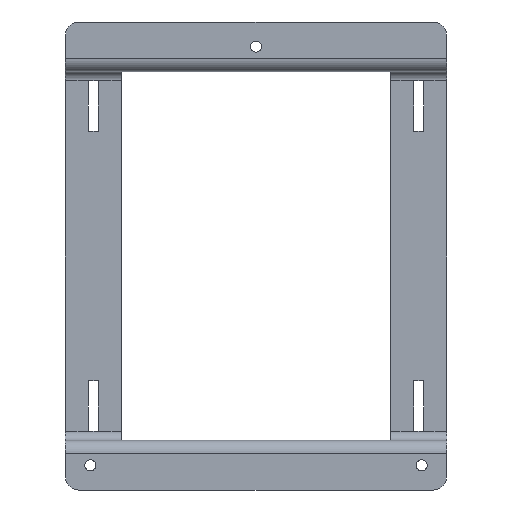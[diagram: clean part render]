
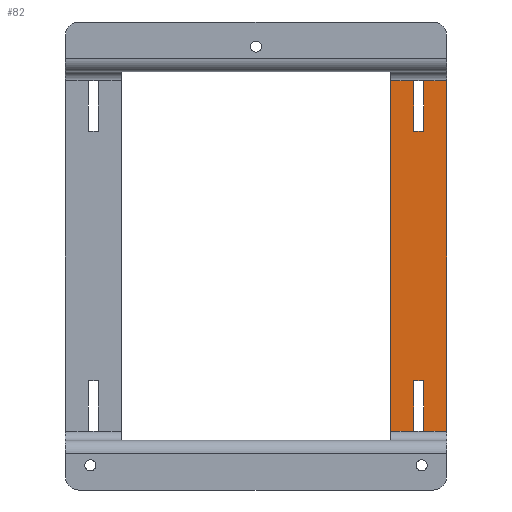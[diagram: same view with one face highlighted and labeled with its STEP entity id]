
A CAD part, front view. The second image highlights one B-rep face of the part: STEP entity #82.
In plain terms, the highlighted planar face has unit normal (0, -1, 0).
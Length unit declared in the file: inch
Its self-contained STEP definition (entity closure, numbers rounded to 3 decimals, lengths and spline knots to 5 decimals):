
#43 = VERTEX_POINT ( 'NONE', #1264 ) ;
#53 = VERTEX_POINT ( 'NONE', #1278 ) ;
#61 = VERTEX_POINT ( 'NONE', #1187 ) ;
#68 = EDGE_LOOP ( 'NONE', ( #80, #86, #88, #81, #79, #73, #94, #106, #102, #99, #90, #100 ) ) ;
#72 = EDGE_CURVE ( 'NONE', #75, #77, #1138, .T. ) ;
#73 = ORIENTED_EDGE ( 'NONE', *, *, #74, .F. ) ;
#74 = EDGE_CURVE ( 'NONE', #43, #53, #1273, .T. ) ;
#75 = VERTEX_POINT ( 'NONE', #1274 ) ;
#76 = VERTEX_POINT ( 'NONE', #1203 ) ;
#77 = VERTEX_POINT ( 'NONE', #1200 ) ;
#78 = EDGE_CURVE ( 'NONE', #61, #53, #1140, .T. ) ;
#79 = ORIENTED_EDGE ( 'NONE', *, *, #78, .T. ) ;
#80 = ORIENTED_EDGE ( 'NONE', *, *, #72, .T. ) ;
#81 = ORIENTED_EDGE ( 'NONE', *, *, #97, .F. ) ;
#82 = ADVANCED_FACE ( 'NONE', ( #1207 ), #1185, .T. ) ;
#84 = VERTEX_POINT ( 'NONE', #1186 ) ;
#85 = EDGE_CURVE ( 'NONE', #77, #76, #1131, .T. ) ;
#86 = ORIENTED_EDGE ( 'NONE', *, *, #85, .T. ) ;
#87 = EDGE_CURVE ( 'NONE', #84, #76, #1127, .T. ) ;
#88 = ORIENTED_EDGE ( 'NONE', *, *, #87, .F. ) ;
#89 = VERTEX_POINT ( 'NONE', #1134 ) ;
#90 = ORIENTED_EDGE ( 'NONE', *, *, #96, .F. ) ;
#94 = ORIENTED_EDGE ( 'NONE', *, *, #105, .F. ) ;
#95 = VERTEX_POINT ( 'NONE', #1275 ) ;
#96 = EDGE_CURVE ( 'NONE', #95, #107, #1184, .T. ) ;
#97 = EDGE_CURVE ( 'NONE', #61, #84, #1132, .T. ) ;
#98 = VERTEX_POINT ( 'NONE', #1123 ) ;
#99 = ORIENTED_EDGE ( 'NONE', *, *, #111, .T. ) ;
#100 = ORIENTED_EDGE ( 'NONE', *, *, #110, .T. ) ;
#101 = EDGE_CURVE ( 'NONE', #103, #89, #1180, .T. ) ;
#102 = ORIENTED_EDGE ( 'NONE', *, *, #101, .F. ) ;
#103 = VERTEX_POINT ( 'NONE', #1190 ) ;
#105 = EDGE_CURVE ( 'NONE', #98, #43, #1172, .T. ) ;
#106 = ORIENTED_EDGE ( 'NONE', *, *, #109, .F. ) ;
#107 = VERTEX_POINT ( 'NONE', #1165 ) ;
#109 = EDGE_CURVE ( 'NONE', #89, #98, #1166, .T. ) ;
#110 = EDGE_CURVE ( 'NONE', #95, #75, #1159, .T. ) ;
#111 = EDGE_CURVE ( 'NONE', #103, #107, #1168, .T. ) ;
#1112 = DIRECTION ( 'NONE',  ( 0., 0., -1. ) ) ;
#1113 = VECTOR ( 'NONE', #1112, 39.37008 ) ;
#1114 = CARTESIAN_POINT ( 'NONE',  ( 3.185, 1.5, 0. ) ) ;
#1115 = AXIS2_PLACEMENT_3D ( 'NONE', #1206, #1293, #1133 ) ;
#1123 = CARTESIAN_POINT ( 'NONE',  ( 2.996, 1.5, 3.3329 ) ) ;
#1124 = DIRECTION ( 'NONE',  ( 0., 0., -1. ) ) ;
#1125 = VECTOR ( 'NONE', #1124, 39.37008 ) ;
#1126 = CARTESIAN_POINT ( 'NONE',  ( 3.622, 1.5, -7.03459 ) ) ;
#1127 = LINE ( 'NONE', #1126, #1125 ) ;
#1128 = DIRECTION ( 'NONE',  ( 1., 0., 0. ) ) ;
#1129 = VECTOR ( 'NONE', #1128, 39.37008 ) ;
#1130 = CARTESIAN_POINT ( 'NONE',  ( -11.27994, 1.5, -3.3329 ) ) ;
#1131 = LINE ( 'NONE', #1130, #1129 ) ;
#1132 = LINE ( 'NONE', #1178, #1177 ) ;
#1133 = DIRECTION ( 'NONE',  ( 0., 0., -1. ) ) ;
#1134 = CARTESIAN_POINT ( 'NONE',  ( 2.559, 1.5, 3.3329 ) ) ;
#1138 = LINE ( 'NONE', #1114, #1113 ) ;
#1140 = LINE ( 'NONE', #1292, #1208 ) ;
#1153 = DIRECTION ( 'NONE',  ( 1., 0., 0. ) ) ;
#1154 = VECTOR ( 'NONE', #1153, 39.37008 ) ;
#1155 = CARTESIAN_POINT ( 'NONE',  ( -11.27994, 1.5, -3.3329 ) ) ;
#1156 = DIRECTION ( 'NONE',  ( 1., 0., 0. ) ) ;
#1157 = VECTOR ( 'NONE', #1156, 39.37008 ) ;
#1158 = CARTESIAN_POINT ( 'NONE',  ( -7.66256, 1.5, -2.3709 ) ) ;
#1159 = LINE ( 'NONE', #1158, #1157 ) ;
#1160 = DIRECTION ( 'NONE',  ( 1., 0., 0. ) ) ;
#1161 = VECTOR ( 'NONE', #1160, 39.37008 ) ;
#1162 = CARTESIAN_POINT ( 'NONE',  ( -11.27994, 1.5, 3.3329 ) ) ;
#1163 = DIRECTION ( 'NONE',  ( 0., 0., -1. ) ) ;
#1164 = VECTOR ( 'NONE', #1163, 39.37008 ) ;
#1165 = CARTESIAN_POINT ( 'NONE',  ( 2.996, 1.5, -3.3329 ) ) ;
#1166 = LINE ( 'NONE', #1162, #1161 ) ;
#1168 = LINE ( 'NONE', #1155, #1154 ) ;
#1170 = DIRECTION ( 'NONE',  ( 0., 0., 1. ) ) ;
#1171 = VECTOR ( 'NONE', #1170, 39.37008 ) ;
#1172 = LINE ( 'NONE', #1175, #1164 ) ;
#1175 = CARTESIAN_POINT ( 'NONE',  ( 2.996, 1.5, 0. ) ) ;
#1176 = DIRECTION ( 'NONE',  ( 1., 0., 0. ) ) ;
#1177 = VECTOR ( 'NONE', #1176, 39.37008 ) ;
#1178 = CARTESIAN_POINT ( 'NONE',  ( -11.27994, 1.5, 3.3329 ) ) ;
#1179 = CARTESIAN_POINT ( 'NONE',  ( 2.559, 1.5, -7.03459 ) ) ;
#1180 = LINE ( 'NONE', #1179, #1171 ) ;
#1181 = DIRECTION ( 'NONE',  ( 0., 0., -1. ) ) ;
#1182 = VECTOR ( 'NONE', #1181, 39.37008 ) ;
#1183 = CARTESIAN_POINT ( 'NONE',  ( 2.996, 1.5, 0. ) ) ;
#1184 = LINE ( 'NONE', #1183, #1182 ) ;
#1185 = PLANE ( 'NONE',  #1115 ) ;
#1186 = CARTESIAN_POINT ( 'NONE',  ( 3.622, 1.5, 3.3329 ) ) ;
#1187 = CARTESIAN_POINT ( 'NONE',  ( 3.185, 1.5, 3.3329 ) ) ;
#1190 = CARTESIAN_POINT ( 'NONE',  ( 2.559, 1.5, -3.3329 ) ) ;
#1200 = CARTESIAN_POINT ( 'NONE',  ( 3.185, 1.5, -3.3329 ) ) ;
#1201 = DIRECTION ( 'NONE',  ( 1., 0., 0. ) ) ;
#1202 = VECTOR ( 'NONE', #1201, 39.37008 ) ;
#1203 = CARTESIAN_POINT ( 'NONE',  ( 3.622, 1.5, -3.3329 ) ) ;
#1206 = CARTESIAN_POINT ( 'NONE',  ( -11.27994, 1.5, -7.03459 ) ) ;
#1207 = FACE_OUTER_BOUND ( 'NONE', #68, .T. ) ;
#1208 = VECTOR ( 'NONE', #1291, 39.37008 ) ;
#1264 = CARTESIAN_POINT ( 'NONE',  ( 2.996, 1.5, 2.3709 ) ) ;
#1272 = CARTESIAN_POINT ( 'NONE',  ( -7.66256, 1.5, 2.3709 ) ) ;
#1273 = LINE ( 'NONE', #1272, #1202 ) ;
#1274 = CARTESIAN_POINT ( 'NONE',  ( 3.185, 1.5, -2.3709 ) ) ;
#1275 = CARTESIAN_POINT ( 'NONE',  ( 2.996, 1.5, -2.3709 ) ) ;
#1278 = CARTESIAN_POINT ( 'NONE',  ( 3.185, 1.5, 2.3709 ) ) ;
#1291 = DIRECTION ( 'NONE',  ( 0., 0., -1. ) ) ;
#1292 = CARTESIAN_POINT ( 'NONE',  ( 3.185, 1.5, 0. ) ) ;
#1293 = DIRECTION ( 'NONE',  ( 0., -1., 0. ) ) ;
